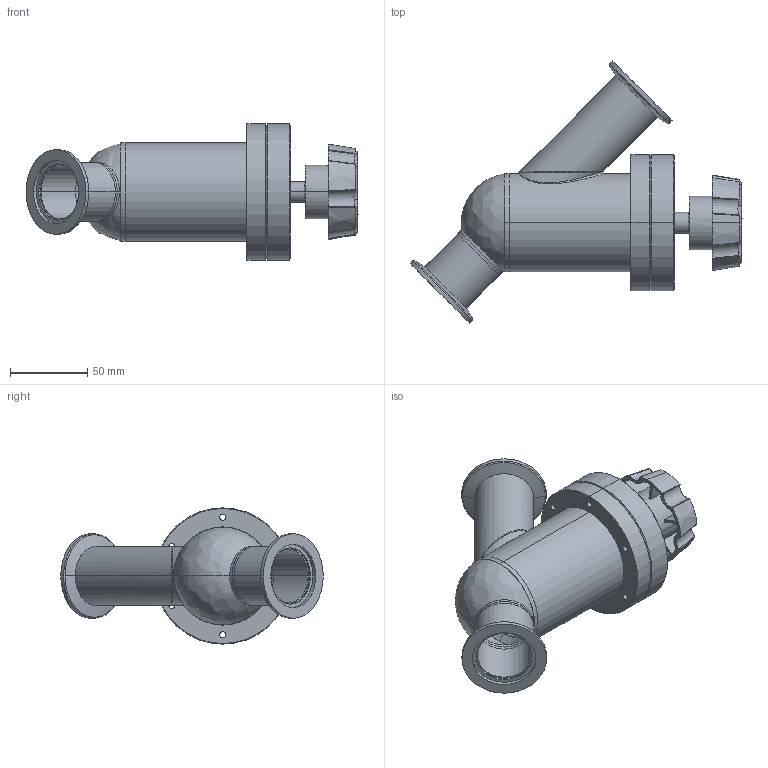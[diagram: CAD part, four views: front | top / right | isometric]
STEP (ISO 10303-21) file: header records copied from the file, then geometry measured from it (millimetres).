
FILE_DESCRIPTION (( 'STEP AP214' ), '1' );
FILE_NAME ('SVV-075-22-NW40_STRAIGHT_THROUGH_VALVE.STEP', '2020-04-11T00:25:11', ( 'admin' ), ( 'Microsoft' ), 'SwSTEP 2.0', 'SolidWorks 2016', '' );
FILE_SCHEMA (( 'AUTOMOTIVE_DESIGN' ));
Length unit declared in the file: inch
Products named in the file (1): SVV-075-22-NW40_STRAIGHT_THROUGH_VALVE
Bounding box: 215.07 x 170.01 x 88.27 mm (x, y, z)
Volume: 244779 mm3; surface area: 137793.9 mm2
Topology: 12 solids, 12 shells, 326 faces, 812 edges, 528 vertices
Faces by surface type: cylinder 144, cone 83, plane 79, bspline 20
Entity records: 12737 total; most frequent: CARTESIAN_POINT 4891, ORIENTED_EDGE 1616, DIRECTION 1570, EDGE_CURVE 808, AXIS2_PLACEMENT_3D 663, VERTEX_POINT 528, EDGE_LOOP 396, CIRCLE 356
